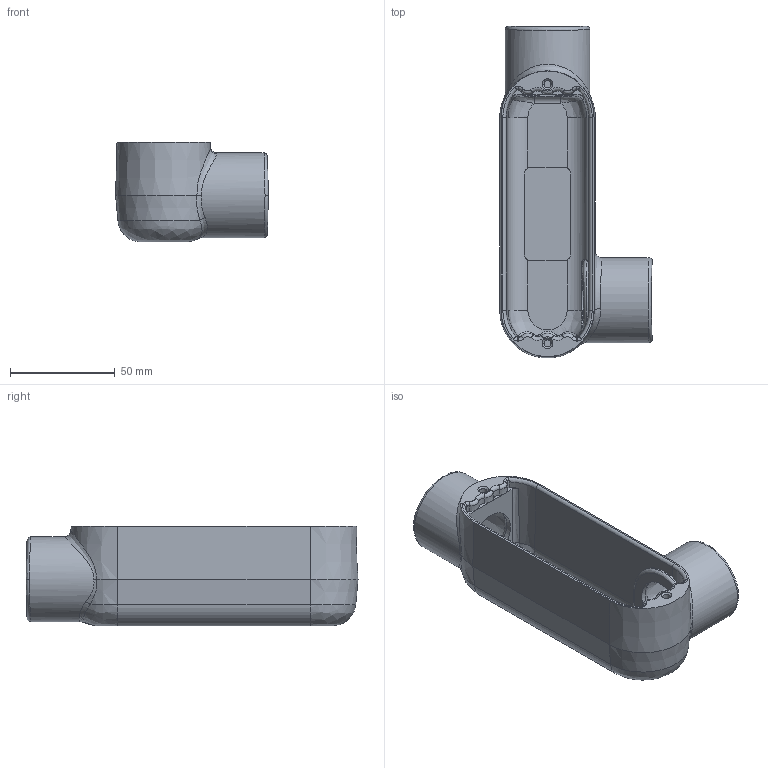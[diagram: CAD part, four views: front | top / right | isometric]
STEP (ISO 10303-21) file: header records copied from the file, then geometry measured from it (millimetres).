
FILE_DESCRIPTION(/* description */ (''),/* implementation_level */ '2;1');
FILE_NAME(/* name */ 'KIL_OLR-3.stp',/* time_stamp */ '2019-11-26T17:52:00+05:00',/* author */ ('kr'),/* organization */ (''),/* preprocessor_version */ 'ST-DEVELOPER v16.13',/* originating_system */ 'Autodesk Inventor 2018',/* authorisation */ '');
FILE_SCHEMA (('AUTOMOTIVE_DESIGN { 1 0 10303 214 3 1 1 }'));
Length unit declared in the file: inch
Products named in the file (1): 18135-1b
Bounding box: 73.01 x 158.69 x 47.62 mm (x, y, z)
Volume: 93710.5 mm3; surface area: 47491.5 mm2
Topology: 1 solids, 1 shells, 150 faces, 366 edges, 218 vertices
Faces by surface type: plane 37, bspline 37, cylinder 32, cone 24, torus 20
Full cylindrical faces by diameter (mm): 25.73 x2, 40.488 x2
Entity records: 8290 total; most frequent: CARTESIAN_POINT 4986, DIRECTION 681, ORIENTED_EDGE 680, EDGE_CURVE 340, AXIS2_PLACEMENT_3D 291, VERTEX_POINT 211, EDGE_LOOP 167, CIRCLE 148
